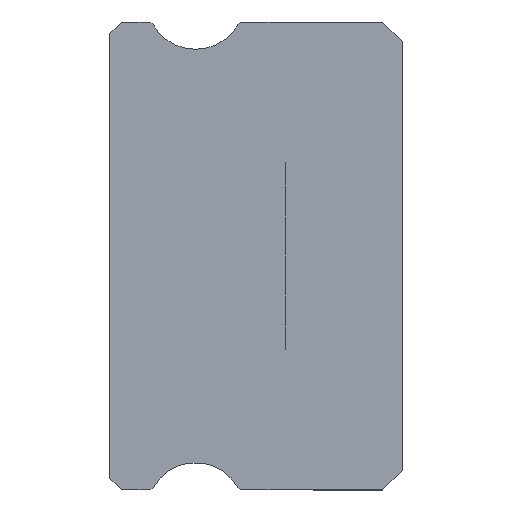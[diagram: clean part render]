
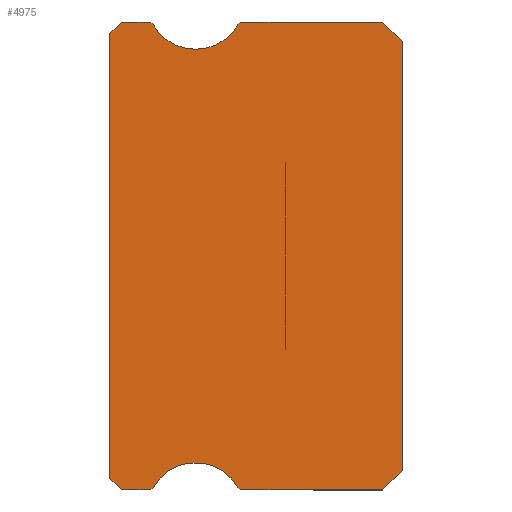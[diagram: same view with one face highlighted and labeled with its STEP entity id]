
A CAD part, left-side view. The second image highlights one B-rep face of the part: STEP entity #4975.
In plain terms, the highlighted planar face has unit normal (-1, 0, 0).
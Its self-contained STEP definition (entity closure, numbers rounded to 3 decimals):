
#5 = LINE ( 'NONE', #1246, #5655 ) ;
#69 = DIRECTION ( 'NONE',  ( 0., -0.707, -0.707 ) ) ;
#149 = CARTESIAN_POINT ( 'NONE',  ( -5., 4.088, 6. ) ) ;
#160 = DIRECTION ( 'NONE',  ( 0., 0.707, -0.707 ) ) ;
#168 = AXIS2_PLACEMENT_3D ( 'NONE', #4489, #4828, #1739 ) ;
#197 = VERTEX_POINT ( 'NONE', #672 ) ;
#256 = DIRECTION ( 'NONE',  ( -1., 0., 0. ) ) ;
#300 = CARTESIAN_POINT ( 'NONE',  ( -5., 4.217, 5.925 ) ) ;
#333 = LINE ( 'NONE', #4363, #5334 ) ;
#335 = DIRECTION ( 'NONE',  ( -1., 0., 0. ) ) ;
#350 = VECTOR ( 'NONE', #5117, 1000. ) ;
#388 = CARTESIAN_POINT ( 'NONE',  ( -5., 7.5, -5.7 ) ) ;
#415 = DIRECTION ( 'NONE',  ( 0., 0., -1. ) ) ;
#445 = ORIENTED_EDGE ( 'NONE', *, *, #2737, .F. ) ;
#452 = VERTEX_POINT ( 'NONE', #300 ) ;
#460 = ORIENTED_EDGE ( 'NONE', *, *, #2185, .F. ) ;
#466 = LINE ( 'NONE', #2243, #2076 ) ;
#489 = ORIENTED_EDGE ( 'NONE', *, *, #1474, .T. ) ;
#549 = ORIENTED_EDGE ( 'NONE', *, *, #5134, .F. ) ;
#590 = ORIENTED_EDGE ( 'NONE', *, *, #3845, .F. ) ;
#668 = CARTESIAN_POINT ( 'NONE',  ( -5., 6.383, -5.925 ) ) ;
#672 = CARTESIAN_POINT ( 'NONE',  ( -5., 7.2, 6. ) ) ;
#715 = VERTEX_POINT ( 'NONE', #4197 ) ;
#725 = AXIS2_PLACEMENT_3D ( 'NONE', #2504, #4281, #1133 ) ;
#734 = DIRECTION ( 'NONE',  ( 0., 0., -1. ) ) ;
#774 = AXIS2_PLACEMENT_3D ( 'NONE', #4511, #4067, #4878 ) ;
#791 = EDGE_CURVE ( 'NONE', #1799, #3224, #3796, .T. ) ;
#848 = CIRCLE ( 'NONE', #4381, 0.15 ) ;
#984 = LINE ( 'NONE', #2690, #5689 ) ;
#995 = EDGE_CURVE ( 'NONE', #1790, #3594, #2154, .T. ) ;
#1032 = ORIENTED_EDGE ( 'NONE', *, *, #5018, .F. ) ;
#1131 = DIRECTION ( 'NONE',  ( 0., 0., -1. ) ) ;
#1132 = DIRECTION ( 'NONE',  ( 0., 0., -1. ) ) ;
#1133 = DIRECTION ( 'NONE',  ( 0., 0., -1. ) ) ;
#1246 = CARTESIAN_POINT ( 'NONE',  ( -5., 7.5, 5.7 ) ) ;
#1293 = EDGE_CURVE ( 'NONE', #3847, #3594, #1841, .T. ) ;
#1338 = PLANE ( 'NONE',  #774 ) ;
#1380 = VECTOR ( 'NONE', #2528, 1000. ) ;
#1403 = LINE ( 'NONE', #2313, #3529 ) ;
#1429 = DIRECTION ( 'NONE',  ( 0., 0., 1. ) ) ;
#1474 = EDGE_CURVE ( 'NONE', #5085, #197, #3062, .T. ) ;
#1561 = VECTOR ( 'NONE', #69, 1000. ) ;
#1601 = CARTESIAN_POINT ( 'NONE',  ( -5., 5.3, 6.55 ) ) ;
#1671 = CARTESIAN_POINT ( 'NONE',  ( -5., 7.5, 5.7 ) ) ;
#1677 = DIRECTION ( 'NONE',  ( 0., 1., 0. ) ) ;
#1696 = CARTESIAN_POINT ( 'NONE',  ( -5., 4.088, 5.85 ) ) ;
#1707 = VERTEX_POINT ( 'NONE', #388 ) ;
#1739 = DIRECTION ( 'NONE',  ( 0., 0., -1. ) ) ;
#1745 = CARTESIAN_POINT ( 'NONE',  ( -5., 4.217, -5.925 ) ) ;
#1790 = VERTEX_POINT ( 'NONE', #2235 ) ;
#1799 = VERTEX_POINT ( 'NONE', #2652 ) ;
#1841 = CIRCLE ( 'NONE', #168, 0.15 ) ;
#1928 = VERTEX_POINT ( 'NONE', #5061 ) ;
#1989 = ORIENTED_EDGE ( 'NONE', *, *, #791, .F. ) ;
#1995 = VERTEX_POINT ( 'NONE', #2047 ) ;
#2047 = CARTESIAN_POINT ( 'NONE',  ( -5., 6.383, 5.925 ) ) ;
#2076 = VECTOR ( 'NONE', #160, 1000. ) ;
#2098 = DIRECTION ( 'NONE',  ( 1., 0., 0. ) ) ;
#2123 = VERTEX_POINT ( 'NONE', #1671 ) ;
#2133 = CARTESIAN_POINT ( 'NONE',  ( -5., 0.5, 6. ) ) ;
#2135 = AXIS2_PLACEMENT_3D ( 'NONE', #1601, #256, #734 ) ;
#2154 = LINE ( 'NONE', #5320, #5083 ) ;
#2185 = EDGE_CURVE ( 'NONE', #452, #5356, #3432, .T. ) ;
#2192 = EDGE_CURVE ( 'NONE', #197, #2123, #5, .T. ) ;
#2203 = DIRECTION ( 'NONE',  ( 1., 0., 0. ) ) ;
#2235 = CARTESIAN_POINT ( 'NONE',  ( -5., 7.2, -6. ) ) ;
#2243 = CARTESIAN_POINT ( 'NONE',  ( -5., 0., -5.5 ) ) ;
#2313 = CARTESIAN_POINT ( 'NONE',  ( -5., 0., 5.5 ) ) ;
#2370 = EDGE_CURVE ( 'NONE', #3332, #715, #1403, .T. ) ;
#2420 = AXIS2_PLACEMENT_3D ( 'NONE', #3012, #335, #1132 ) ;
#2504 = CARTESIAN_POINT ( 'NONE',  ( -5., 4.088, -5.85 ) ) ;
#2528 = DIRECTION ( 'NONE',  ( 0., -0.707, -0.707 ) ) ;
#2639 = CARTESIAN_POINT ( 'NONE',  ( -5., 0., -5.5 ) ) ;
#2652 = CARTESIAN_POINT ( 'NONE',  ( -5., 4.088, -6. ) ) ;
#2690 = CARTESIAN_POINT ( 'NONE',  ( -5., 6.512, -6. ) ) ;
#2737 = EDGE_CURVE ( 'NONE', #3224, #3847, #5754, .T. ) ;
#2853 = ORIENTED_EDGE ( 'NONE', *, *, #5024, .F. ) ;
#3012 = CARTESIAN_POINT ( 'NONE',  ( -5., 5.3, -6.55 ) ) ;
#3062 = LINE ( 'NONE', #3900, #3516 ) ;
#3091 = EDGE_CURVE ( 'NONE', #1928, #452, #3898, .T. ) ;
#3224 = VERTEX_POINT ( 'NONE', #1745 ) ;
#3267 = DIRECTION ( 'NONE',  ( -1., 0., 0. ) ) ;
#3313 = LINE ( 'NONE', #3344, #350 ) ;
#3316 = EDGE_CURVE ( 'NONE', #1707, #1790, #4000, .T. ) ;
#3332 = VERTEX_POINT ( 'NONE', #2639 ) ;
#3343 = ORIENTED_EDGE ( 'NONE', *, *, #2370, .T. ) ;
#3344 = CARTESIAN_POINT ( 'NONE',  ( -5., 6.512, 6. ) ) ;
#3412 = ORIENTED_EDGE ( 'NONE', *, *, #1293, .F. ) ;
#3432 = CIRCLE ( 'NONE', #5480, 0.15 ) ;
#3455 = CARTESIAN_POINT ( 'NONE',  ( -5., 6.512, 5.85 ) ) ;
#3459 = VERTEX_POINT ( 'NONE', #3783 ) ;
#3516 = VECTOR ( 'NONE', #1677, 1000. ) ;
#3529 = VECTOR ( 'NONE', #1429, 1000. ) ;
#3551 = FACE_OUTER_BOUND ( 'NONE', #5518, .T. ) ;
#3594 = VERTEX_POINT ( 'NONE', #4240 ) ;
#3761 = CARTESIAN_POINT ( 'NONE',  ( -5., 5.3, 6.55 ) ) ;
#3774 = ORIENTED_EDGE ( 'NONE', *, *, #2192, .T. ) ;
#3783 = CARTESIAN_POINT ( 'NONE',  ( -5., 0.5, -6. ) ) ;
#3796 = CIRCLE ( 'NONE', #725, 0.15 ) ;
#3830 = EDGE_CURVE ( 'NONE', #1995, #1928, #4632, .T. ) ;
#3845 = EDGE_CURVE ( 'NONE', #5356, #5432, #3313, .T. ) ;
#3847 = VERTEX_POINT ( 'NONE', #668 ) ;
#3873 = DIRECTION ( 'NONE',  ( 0., 0., -1. ) ) ;
#3877 = ORIENTED_EDGE ( 'NONE', *, *, #4294, .F. ) ;
#3898 = CIRCLE ( 'NONE', #2135, 1.25 ) ;
#3900 = CARTESIAN_POINT ( 'NONE',  ( -5., 7.2, 6. ) ) ;
#3974 = DIRECTION ( 'NONE',  ( 0., 0.707, -0.707 ) ) ;
#4000 = LINE ( 'NONE', #5702, #1561 ) ;
#4036 = EDGE_CURVE ( 'NONE', #5085, #1995, #848, .T. ) ;
#4067 = DIRECTION ( 'NONE',  ( 1., 0., 0. ) ) ;
#4121 = ORIENTED_EDGE ( 'NONE', *, *, #3316, .T. ) ;
#4197 = CARTESIAN_POINT ( 'NONE',  ( -5., 0., 5.5 ) ) ;
#4240 = CARTESIAN_POINT ( 'NONE',  ( -5., 6.512, -6. ) ) ;
#4242 = DIRECTION ( 'NONE',  ( 0., 0., 1. ) ) ;
#4281 = DIRECTION ( 'NONE',  ( 1., 0., 0. ) ) ;
#4294 = EDGE_CURVE ( 'NONE', #5432, #715, #5684, .T. ) ;
#4354 = CARTESIAN_POINT ( 'NONE',  ( -5., 0.5, 6. ) ) ;
#4363 = CARTESIAN_POINT ( 'NONE',  ( -5., 7.5, 5.85 ) ) ;
#4381 = AXIS2_PLACEMENT_3D ( 'NONE', #3455, #2098, #3873 ) ;
#4444 = DIRECTION ( 'NONE',  ( 0., -1., 0. ) ) ;
#4463 = DIRECTION ( 'NONE',  ( 0., 1., 0. ) ) ;
#4484 = ORIENTED_EDGE ( 'NONE', *, *, #4036, .F. ) ;
#4489 = CARTESIAN_POINT ( 'NONE',  ( -5., 6.512, -5.85 ) ) ;
#4511 = CARTESIAN_POINT ( 'NONE',  ( -5., 6.512, 5.85 ) ) ;
#4512 = ORIENTED_EDGE ( 'NONE', *, *, #995, .T. ) ;
#4632 = CIRCLE ( 'NONE', #5377, 1.25 ) ;
#4828 = DIRECTION ( 'NONE',  ( 1., 0., 0. ) ) ;
#4878 = DIRECTION ( 'NONE',  ( 0., 0., -1. ) ) ;
#4913 = ORIENTED_EDGE ( 'NONE', *, *, #3091, .F. ) ;
#4935 = ORIENTED_EDGE ( 'NONE', *, *, #3830, .F. ) ;
#4975 = ADVANCED_FACE ( 'NONE', ( #3551 ), #1338, .F. ) ;
#5018 = EDGE_CURVE ( 'NONE', #3459, #1799, #984, .T. ) ;
#5024 = EDGE_CURVE ( 'NONE', #3332, #3459, #466, .T. ) ;
#5061 = CARTESIAN_POINT ( 'NONE',  ( -5., 5.3, 5.3 ) ) ;
#5083 = VECTOR ( 'NONE', #4444, 1000. ) ;
#5085 = VERTEX_POINT ( 'NONE', #5441 ) ;
#5117 = DIRECTION ( 'NONE',  ( 0., -1., 0. ) ) ;
#5134 = EDGE_CURVE ( 'NONE', #1707, #2123, #333, .T. ) ;
#5320 = CARTESIAN_POINT ( 'NONE',  ( -5., 6.512, -6. ) ) ;
#5334 = VECTOR ( 'NONE', #4242, 1000. ) ;
#5356 = VERTEX_POINT ( 'NONE', #149 ) ;
#5377 = AXIS2_PLACEMENT_3D ( 'NONE', #3761, #3267, #1131 ) ;
#5432 = VERTEX_POINT ( 'NONE', #2133 ) ;
#5441 = CARTESIAN_POINT ( 'NONE',  ( -5., 6.512, 6. ) ) ;
#5480 = AXIS2_PLACEMENT_3D ( 'NONE', #1696, #2203, #415 ) ;
#5518 = EDGE_LOOP ( 'NONE', ( #3774, #549, #4121, #4512, #3412, #445, #1989, #1032, #2853, #3343, #3877, #590, #460, #4913, #4935, #4484, #489 ) ) ;
#5655 = VECTOR ( 'NONE', #3974, 1000. ) ;
#5684 = LINE ( 'NONE', #4354, #1380 ) ;
#5689 = VECTOR ( 'NONE', #4463, 1000. ) ;
#5702 = CARTESIAN_POINT ( 'NONE',  ( -5., 7.2, -6. ) ) ;
#5754 = CIRCLE ( 'NONE', #2420, 1.25 ) ;
